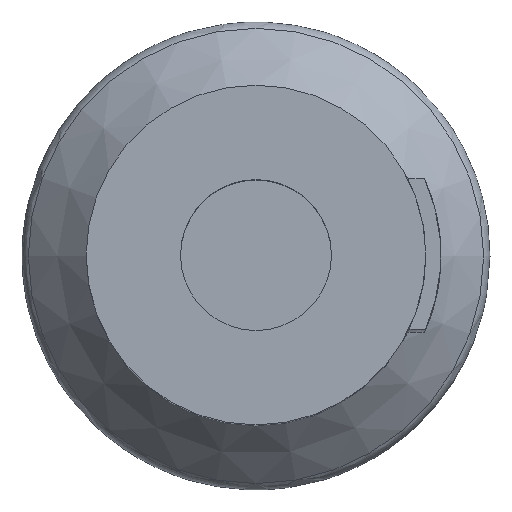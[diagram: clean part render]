
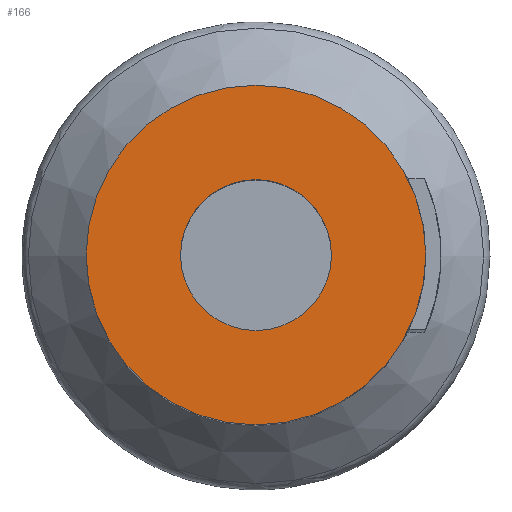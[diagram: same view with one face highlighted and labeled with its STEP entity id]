
A CAD part, top view. The second image highlights one B-rep face of the part: STEP entity #166.
In plain terms, the highlighted planar face has unit normal (0, 0, 1).
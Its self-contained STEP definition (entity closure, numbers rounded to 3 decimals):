
#166 = ADVANCED_FACE( '', ( #360, #361 ), #362, .T. );
#360 = FACE_OUTER_BOUND( '', #2121, .T. );
#361 = FACE_BOUND( '', #2122, .T. );
#362 = PLANE( '', #2123 );
#2121 = EDGE_LOOP( '', ( #2996 ) );
#2122 = EDGE_LOOP( '', ( #2997 ) );
#2123 = AXIS2_PLACEMENT_3D( '', #2998, #2999, #3000 );
#2996 = ORIENTED_EDGE( '', *, *, #3338, .T. );
#2997 = ORIENTED_EDGE( '', *, *, #3330, .F. );
#2998 = CARTESIAN_POINT( '', ( 1., 0., 9.2 ) );
#2999 = DIRECTION( '', ( 0., 0., 1. ) );
#3000 = DIRECTION( '', ( 1., 0., 0. ) );
#3330 = EDGE_CURVE( '', #3612, #3612, #3613, .T. );
#3338 = EDGE_CURVE( '', #3621, #3621, #3622, .T. );
#3612 = VERTEX_POINT( '', #5046 );
#3613 = CIRCLE( '', #5047, 1. );
#3621 = VERTEX_POINT( '', #5099 );
#3622 = CIRCLE( '', #5100, 2.25 );
#5046 = CARTESIAN_POINT( '', ( 1., 0., 9.2 ) );
#5047 = AXIS2_PLACEMENT_3D( '', #5375, #5376, #5377 );
#5099 = CARTESIAN_POINT( '', ( 2.25, 0., 9.2 ) );
#5100 = AXIS2_PLACEMENT_3D( '', #5387, #5388, #5389 );
#5375 = CARTESIAN_POINT( '', ( 0., 0., 9.2 ) );
#5376 = DIRECTION( '', ( 0., 0., 1. ) );
#5377 = DIRECTION( '', ( 1., 0., 0. ) );
#5387 = CARTESIAN_POINT( '', ( 0., 0., 9.2 ) );
#5388 = DIRECTION( '', ( 0., 0., 1. ) );
#5389 = DIRECTION( '', ( 1., 0., 0. ) );
